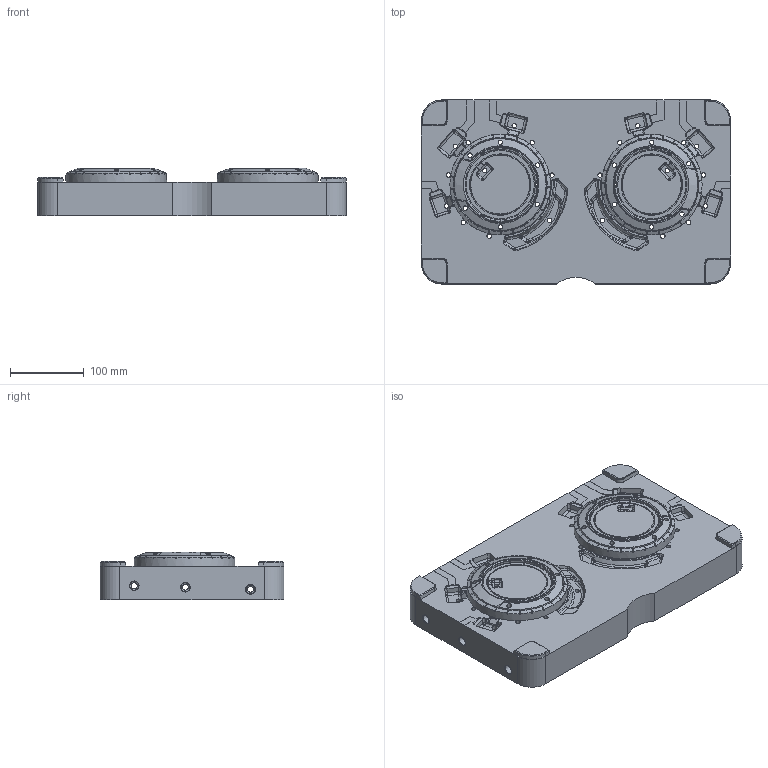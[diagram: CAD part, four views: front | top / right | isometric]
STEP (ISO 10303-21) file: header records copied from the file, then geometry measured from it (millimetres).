
FILE_DESCRIPTION(/* description */ (''),/* implementation_level */ '2;1');
FILE_NAME(/* name */ 'LF-面环-DL-ND60aA12FR1_P_21A-mould-190218.stp',/* time_stamp */ '2019-02-18T09:41:14+08:00',/* author */ (''),/* organization */ (''),/* preprocessor_version */ 'ST-DEVELOPER v16',/* originating_system */ 'SIEMENS PLM Software NX 11.0',/* authorisation */ '');
FILE_SCHEMA (('AUTOMOTIVE_DESIGN { 1 0 10303 214 3 1 1 1 }'));
Length unit declared in the file: millimetre
Products named in the file (1): Admi0B8C498F2259
Bounding box: 420 x 250 x 65 mm (x, y, z)
Volume: 5025990.5 mm3; surface area: 480893.3 mm2
Topology: 3 solids, 3 shells, 1174 faces, 3292 edges, 2074 vertices
Faces by surface type: plane 467, cylinder 320, bspline 176, cone 137, sphere 40, torus 34
Full cylindrical faces by diameter (mm): 2.6 x14, 6 x42, 6.8 x4, 7 x18, 8 x3, 9 x4, 10.2 x6, 12 x12, 14 x4, 83.415 x2, 92.661 x2, 125.012 x4
Entity records: 42898 total; most frequent: CARTESIAN_POINT 13731, ORIENTED_EDGE 5932, DIRECTION 5402, EDGE_CURVE 2966, AXIS2_PLACEMENT_3D 2170, VERTEX_POINT 1990, EDGE_LOOP 1536, ADVANCED_FACE 1173
